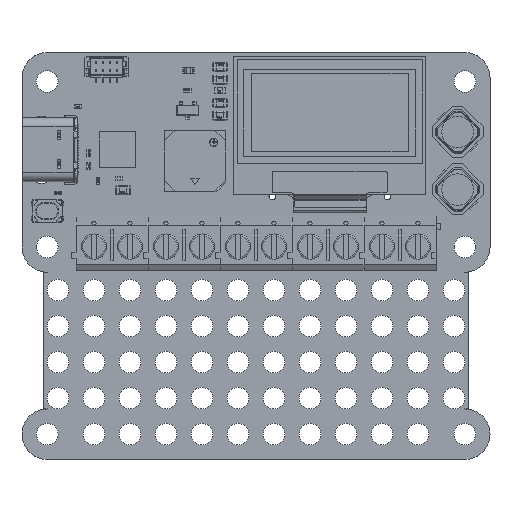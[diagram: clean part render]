
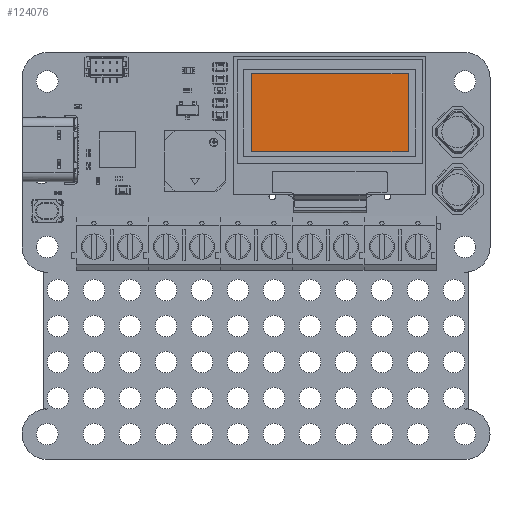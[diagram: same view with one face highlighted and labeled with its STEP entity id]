
A CAD part, top view. The second image highlights one B-rep face of the part: STEP entity #124076.
In plain terms, the highlighted face is planar.
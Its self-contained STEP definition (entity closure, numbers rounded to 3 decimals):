
#124036 = EDGE_CURVE('',#124037,#124039,#124041,.T.);
#124037 = VERTEX_POINT('',#124038);
#124038 = CARTESIAN_POINT('',(2.481,1.26,2.441));
#124039 = VERTEX_POINT('',#124040);
#124040 = CARTESIAN_POINT('',(24.219,1.26,2.441));
#124041 = B_SPLINE_CURVE_WITH_KNOTS('',3,(#124042,#124043,#124044,
    #124045),.UNSPECIFIED.,.F.,.F.,(4,4),(0.,1.),
  .PIECEWISE_BEZIER_KNOTS.);
#124042 = CARTESIAN_POINT('',(2.481,1.26,2.441));
#124043 = CARTESIAN_POINT('',(9.727,1.26,2.441));
#124044 = CARTESIAN_POINT('',(16.973,1.26,2.441));
#124045 = CARTESIAN_POINT('',(24.219,1.26,2.441));
#124047 = EDGE_CURVE('',#124039,#124048,#124050,.T.);
#124048 = VERTEX_POINT('',#124049);
#124049 = CARTESIAN_POINT('',(24.219,1.26,13.299));
#124050 = B_SPLINE_CURVE_WITH_KNOTS('',3,(#124051,#124052,#124053,
    #124054),.UNSPECIFIED.,.F.,.F.,(4,4),(0.,1.),
  .PIECEWISE_BEZIER_KNOTS.);
#124051 = CARTESIAN_POINT('',(24.219,1.26,2.441));
#124052 = CARTESIAN_POINT('',(24.219,1.26,6.06));
#124053 = CARTESIAN_POINT('',(24.219,1.26,9.68));
#124054 = CARTESIAN_POINT('',(24.219,1.26,13.299));
#124056 = EDGE_CURVE('',#124048,#124057,#124059,.T.);
#124057 = VERTEX_POINT('',#124058);
#124058 = CARTESIAN_POINT('',(2.481,1.26,13.299));
#124059 = B_SPLINE_CURVE_WITH_KNOTS('',3,(#124060,#124061,#124062,
    #124063),.UNSPECIFIED.,.F.,.F.,(4,4),(0.,1.),
  .PIECEWISE_BEZIER_KNOTS.);
#124060 = CARTESIAN_POINT('',(24.219,1.26,13.299));
#124061 = CARTESIAN_POINT('',(16.973,1.26,13.299));
#124062 = CARTESIAN_POINT('',(9.727,1.26,13.299));
#124063 = CARTESIAN_POINT('',(2.481,1.26,13.299));
#124065 = EDGE_CURVE('',#124057,#124037,#124066,.T.);
#124066 = B_SPLINE_CURVE_WITH_KNOTS('',3,(#124067,#124068,#124069,
    #124070),.UNSPECIFIED.,.F.,.F.,(4,4),(0.,1.),
  .PIECEWISE_BEZIER_KNOTS.);
#124067 = CARTESIAN_POINT('',(2.481,1.26,13.299));
#124068 = CARTESIAN_POINT('',(2.481,1.26,9.68));
#124069 = CARTESIAN_POINT('',(2.481,1.26,6.06));
#124070 = CARTESIAN_POINT('',(2.481,1.26,2.441));
#124076 = ADVANCED_FACE('',(#124077),#124083,.T.);
#124077 = FACE_BOUND('',#124078,.T.);
#124078 = EDGE_LOOP('',(#124079,#124080,#124081,#124082));
#124079 = ORIENTED_EDGE('',*,*,#124036,.F.);
#124080 = ORIENTED_EDGE('',*,*,#124065,.F.);
#124081 = ORIENTED_EDGE('',*,*,#124056,.F.);
#124082 = ORIENTED_EDGE('',*,*,#124047,.F.);
#124083 = PLANE('',#124084);
#124084 = AXIS2_PLACEMENT_3D('',#124085,#124086,#124087);
#124085 = CARTESIAN_POINT('',(13.35,1.26,7.87));
#124086 = DIRECTION('',(0.,1.,0.));
#124087 = DIRECTION('',(0.,-0.,1.));
